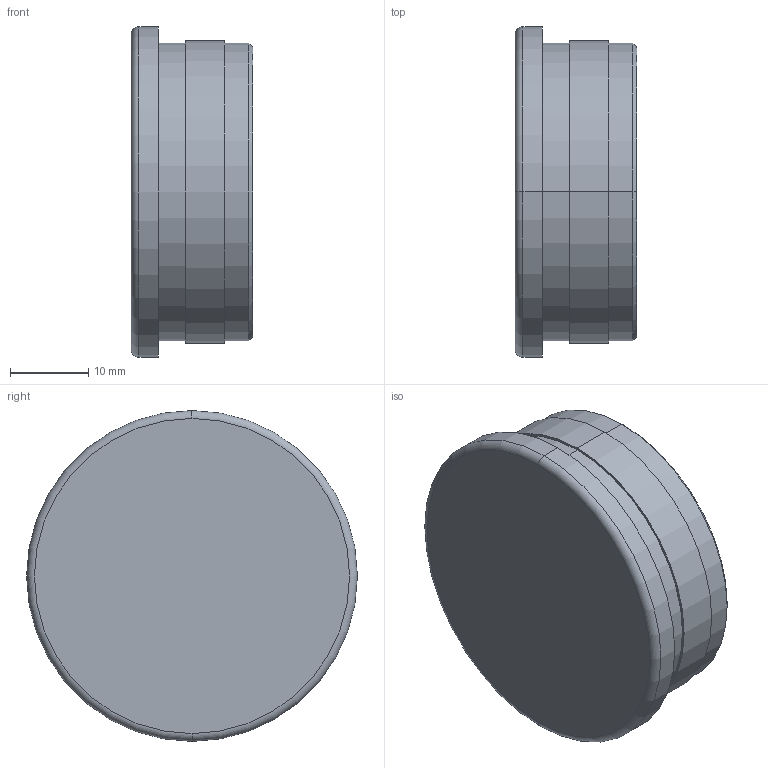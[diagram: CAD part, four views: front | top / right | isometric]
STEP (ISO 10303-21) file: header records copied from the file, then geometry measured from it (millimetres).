
FILE_DESCRIPTION (( 'STEP AP203' ), '1' );
FILE_NAME ('A_5732-242.STEP', '2019-02-11T11:14:16', ( '' ), ( '' ), 'SwSTEP 2.0', 'SolidWorks 2018', '' );
FILE_SCHEMA (( 'CONFIG_CONTROL_DESIGN' ));
Length unit declared in the file: millimetre
Products named in the file (1): A_5732-242
Bounding box: 15.6 x 42.4 x 42.4 mm (x, y, z)
Volume: 6506.9 mm3; surface area: 6313.8 mm2
Topology: 1 solids, 1 shells, 95 faces, 214 edges, 125 vertices
Faces by surface type: cylinder 40, torus 19, plane 18, bspline 16, cone 2
Entity records: 3145 total; most frequent: CARTESIAN_POINT 995, DIRECTION 454, ORIENTED_EDGE 428, EDGE_CURVE 214, AXIS2_PLACEMENT_3D 192, VERTEX_POINT 125, CIRCLE 112, EDGE_LOOP 99
